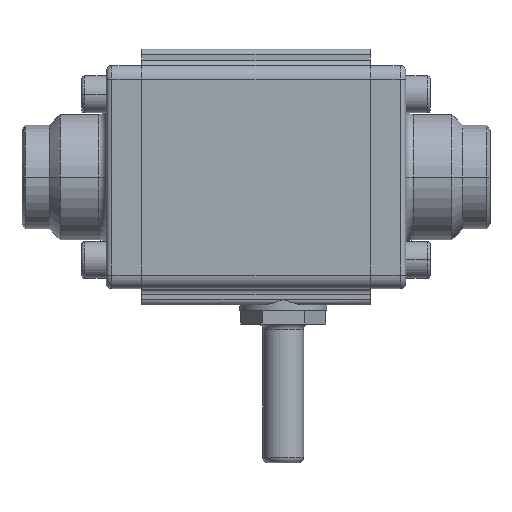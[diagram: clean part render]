
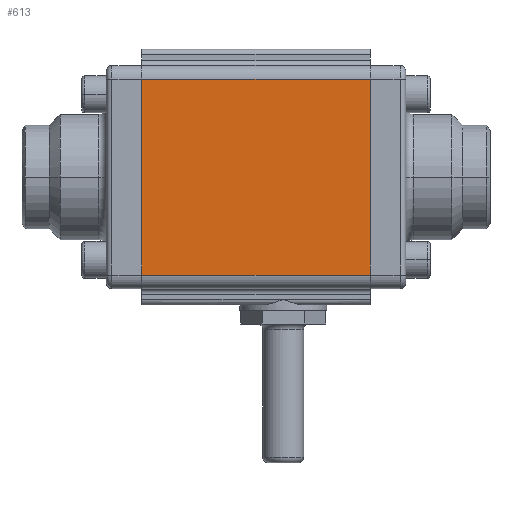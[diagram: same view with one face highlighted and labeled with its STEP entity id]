
A CAD part, front view. The second image highlights one B-rep face of the part: STEP entity #613.
In plain terms, the highlighted planar face has unit normal (0, -1, 0).
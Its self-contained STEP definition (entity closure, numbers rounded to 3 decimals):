
#85=DIRECTION('',(0.,0.,-1.));
#86=VECTOR('',#85,72.);
#87=CARTESIAN_POINT('',(-42.,-41.,36.));
#88=LINE('',#87,#86);
#89=DIRECTION('',(-1.,0.,0.));
#90=VECTOR('',#89,84.);
#91=CARTESIAN_POINT('',(42.,-41.,-36.));
#92=LINE('',#91,#90);
#93=DIRECTION('',(-1.,0.,0.));
#94=VECTOR('',#93,84.);
#95=CARTESIAN_POINT('',(42.,-41.,36.));
#96=LINE('',#95,#94);
#332=DIRECTION('',(0.,0.,-1.));
#333=VECTOR('',#332,72.);
#334=CARTESIAN_POINT('',(42.,-41.,36.));
#335=LINE('',#334,#333);
#480=CARTESIAN_POINT('',(-42.,-41.,-36.));
#482=VERTEX_POINT('',#480);
#483=CARTESIAN_POINT('',(42.,-41.,-36.));
#484=VERTEX_POINT('',#483);
#495=CARTESIAN_POINT('',(-42.,-41.,36.));
#497=VERTEX_POINT('',#495);
#501=CARTESIAN_POINT('',(42.,-41.,36.));
#502=VERTEX_POINT('',#501);
#600=CARTESIAN_POINT('',(-42.,-41.,41.));
#601=DIRECTION('',(0.,-1.,0.));
#602=DIRECTION('',(0.,0.,-1.));
#603=AXIS2_PLACEMENT_3D('',#600,#601,#602);
#604=PLANE('',#603);
#605=ORIENTED_EDGE('',*,*,#591,.T.);
#606=ORIENTED_EDGE('',*,*,#580,.F.);
#608=ORIENTED_EDGE('',*,*,#607,.F.);
#610=ORIENTED_EDGE('',*,*,#609,.T.);
#611=EDGE_LOOP('',(#605,#606,#608,#610));
#612=FACE_OUTER_BOUND('',#611,.F.);
#580=EDGE_CURVE('',#497,#482,#88,.T.);
#591=EDGE_CURVE('',#484,#482,#92,.T.);
#607=EDGE_CURVE('',#502,#497,#96,.T.);
#609=EDGE_CURVE('',#502,#484,#335,.T.);
#613=ADVANCED_FACE('',(#612),#604,.T.);
